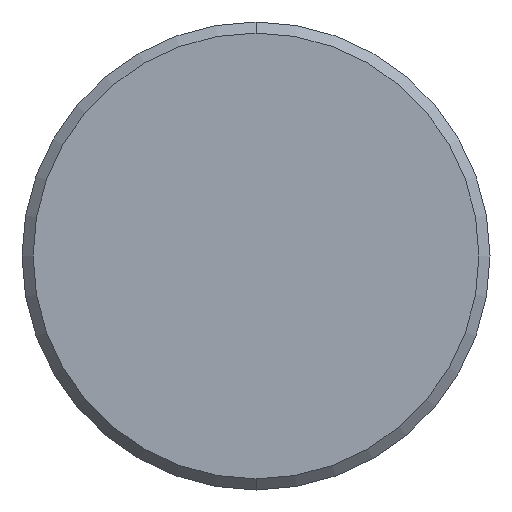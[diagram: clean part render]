
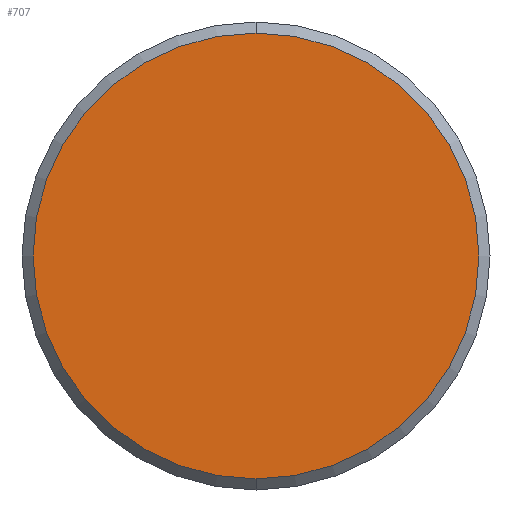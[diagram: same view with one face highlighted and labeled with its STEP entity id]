
A CAD part, left-side view. The second image highlights one B-rep face of the part: STEP entity #707.
In plain terms, the highlighted planar face has unit normal (-1, 0, 0).
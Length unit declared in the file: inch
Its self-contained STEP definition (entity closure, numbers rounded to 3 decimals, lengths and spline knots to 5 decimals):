
#72 = DIRECTION ( 'NONE',  ( 0., 0., 1. ) ) ;
#160 = DIRECTION ( 'NONE',  ( -1., 0., 0. ) ) ;
#267 = DIRECTION ( 'NONE',  ( 0., 0., 1. ) ) ;
#278 = VERTEX_POINT ( 'NONE', #606 ) ;
#410 = EDGE_CURVE ( 'NONE', #1989, #278, #734, .T. ) ;
#445 = CIRCLE ( 'NONE', #485, 0.507 ) ;
#468 = AXIS2_PLACEMENT_3D ( 'NONE', #2128, #788, #267 ) ;
#485 = AXIS2_PLACEMENT_3D ( 'NONE', #751, #578, #72 ) ;
#578 = DIRECTION ( 'NONE',  ( -1., 0., 0. ) ) ;
#587 = CARTESIAN_POINT ( 'NONE',  ( -0.63279, 1.3853, 1.5239 ) ) ;
#606 = CARTESIAN_POINT ( 'NONE',  ( -0.63279, 1.3853, 2.5379 ) ) ;
#609 = AXIS2_PLACEMENT_3D ( 'NONE', #1025, #160, #2000 ) ;
#707 = ADVANCED_FACE ( 'NONE', ( #1217 ), #2113, .T. ) ;
#734 = CIRCLE ( 'NONE', #609, 0.507 ) ;
#751 = CARTESIAN_POINT ( 'NONE',  ( -0.63279, 1.3853, 2.0309 ) ) ;
#788 = DIRECTION ( 'NONE',  ( -1., 0., 0. ) ) ;
#953 = ORIENTED_EDGE ( 'NONE', *, *, #410, .T. ) ;
#1025 = CARTESIAN_POINT ( 'NONE',  ( -0.63279, 1.3853, 2.0309 ) ) ;
#1217 = FACE_OUTER_BOUND ( 'NONE', #2131, .T. ) ;
#1359 = ORIENTED_EDGE ( 'NONE', *, *, #1498, .T. ) ;
#1498 = EDGE_CURVE ( 'NONE', #278, #1989, #445, .T. ) ;
#1989 = VERTEX_POINT ( 'NONE', #587 ) ;
#2000 = DIRECTION ( 'NONE',  ( 0., 0., 1. ) ) ;
#2113 = PLANE ( 'NONE',  #468 ) ;
#2128 = CARTESIAN_POINT ( 'NONE',  ( -0.63279, 1.9223, 2.0309 ) ) ;
#2131 = EDGE_LOOP ( 'NONE', ( #953, #1359 ) ) ;
